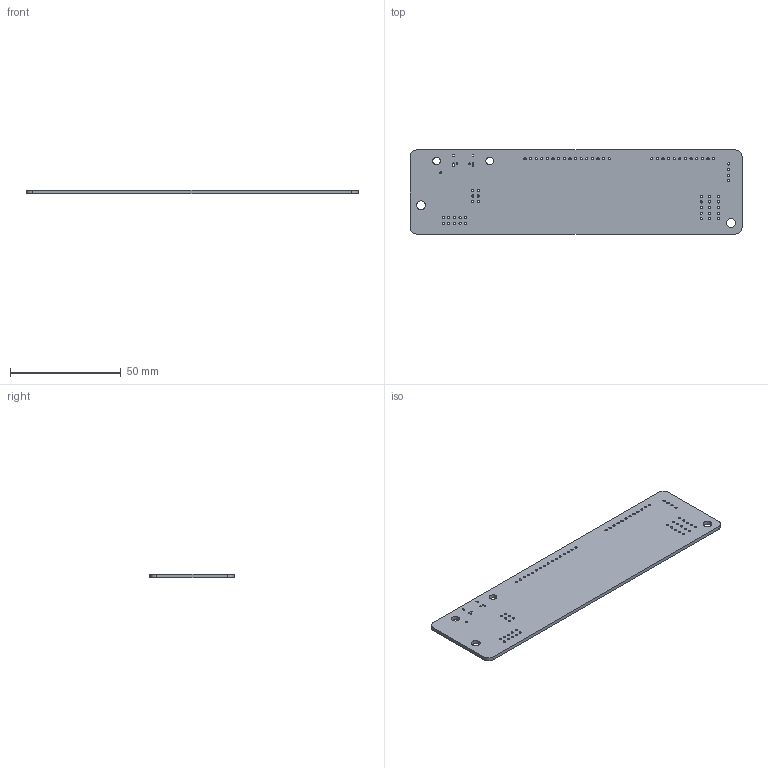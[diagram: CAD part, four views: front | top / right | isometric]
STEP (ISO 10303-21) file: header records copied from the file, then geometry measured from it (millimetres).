
FILE_DESCRIPTION(('KiCad electronic assembly'),'2;1');
FILE_NAME('modelh.step','2022-01-14T11:39:20',('Pcbnew'),('Kicad'), 'Open CASCADE STEP processor 7.6','KiCad to STEP converter','Unknown' );
FILE_SCHEMA(('AUTOMOTIVE_DESIGN { 1 0 10303 214 1 1 1 1 }'));
Length unit declared in the file: millimetre
Products named in the file (2): modelh 1; modelh PCB
Assembly tree (1 placements, depth 2):
  modelh 1
    modelh PCB
Bounding box: 150 x 38 x 1.6 mm (x, y, z)
Volume: 8949.7 mm3; surface area: 12207.8 mm2
Topology: 1 solids, 1 shells, 96 faces, 282 edges, 188 vertices
Faces by surface type: cylinder 82, plane 14
Full cylindrical faces by diameter (mm): 0.65 x2, 1 x54, 1.016 x10, 3.5 x2, 4 x2
Entity records: 7791 total; most frequent: CARTESIAN_POINT 2116, DIRECTION 1042, ORIENTED_EDGE 564, PCURVE 564, DEFINITIONAL_REPRESENTATION 564, LINE 518, VECTOR 518, EDGE_CURVE 282
